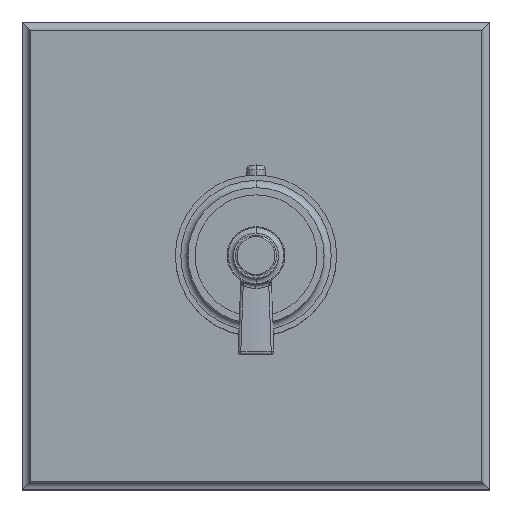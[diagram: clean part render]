
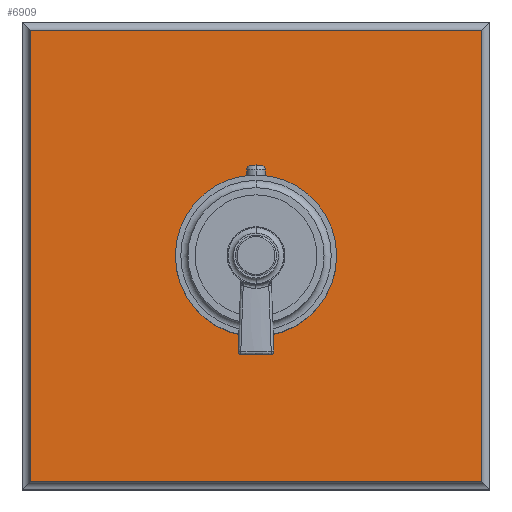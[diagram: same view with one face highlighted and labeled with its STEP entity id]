
A CAD part, top view. The second image highlights one B-rep face of the part: STEP entity #6909.
In plain terms, the highlighted planar face has unit normal (0, 0, 1).
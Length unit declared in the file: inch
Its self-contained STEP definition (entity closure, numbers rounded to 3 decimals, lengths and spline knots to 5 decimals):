
#2=DIRECTION('',(0.,-1.,0.));
#3=VECTOR('',#2,6.27);
#4=CARTESIAN_POINT('',(-3.135,3.135,0.313));
#5=LINE('',#4,#3);
#6=CARTESIAN_POINT('',(0.,0.,0.313));
#7=DIRECTION('',(0.,0.,-1.));
#8=DIRECTION('',(-1.,0.,0.));
#9=AXIS2_PLACEMENT_3D('',#6,#7,#8);
#11=CARTESIAN_POINT('',(0.,0.,0.313));
#12=DIRECTION('',(0.,0.,-1.));
#13=DIRECTION('',(1.,0.,0.));
#14=AXIS2_PLACEMENT_3D('',#11,#12,#13);
#16=DIRECTION('',(-1.,0.,0.));
#17=VECTOR('',#16,6.27);
#18=CARTESIAN_POINT('',(3.135,3.135,0.313));
#19=LINE('',#18,#17);
#98=DIRECTION('',(1.,0.,0.));
#99=VECTOR('',#98,6.27);
#100=CARTESIAN_POINT('',(-3.135,-3.135,0.313));
#101=LINE('',#100,#99);
#123=DIRECTION('',(0.,1.,0.));
#124=VECTOR('',#123,6.27);
#125=CARTESIAN_POINT('',(3.135,-3.135,0.313));
#126=LINE('',#125,#124);
#5810=CARTESIAN_POINT('',(-3.135,3.135,0.313));
#5811=CARTESIAN_POINT('',(-3.135,-3.135,0.313));
#5812=VERTEX_POINT('',#5810);
#5813=VERTEX_POINT('',#5811);
#5818=CARTESIAN_POINT('',(3.135,-3.135,0.313));
#5819=VERTEX_POINT('',#5818);
#5822=CARTESIAN_POINT('',(3.135,3.135,0.313));
#5823=VERTEX_POINT('',#5822);
#5830=CARTESIAN_POINT('',(-1.12,0.,0.313));
#5831=CARTESIAN_POINT('',(1.12,0.,0.313));
#5832=VERTEX_POINT('',#5830);
#5833=VERTEX_POINT('',#5831);
#6889=CARTESIAN_POINT('',(0.,0.,0.313));
#6890=DIRECTION('',(0.,0.,1.));
#6891=DIRECTION('',(1.,0.,0.));
#6892=AXIS2_PLACEMENT_3D('',#6889,#6890,#6891);
#6893=PLANE('',#6892);
#6894=ORIENTED_EDGE('',*,*,#6878,.F.);
#6896=ORIENTED_EDGE('',*,*,#6895,.F.);
#6898=ORIENTED_EDGE('',*,*,#6897,.F.);
#6900=ORIENTED_EDGE('',*,*,#6899,.F.);
#6901=EDGE_LOOP('',(#6894,#6896,#6898,#6900));
#6902=FACE_OUTER_BOUND('',#6901,.F.);
#6904=ORIENTED_EDGE('',*,*,#6903,.F.);
#6906=ORIENTED_EDGE('',*,*,#6905,.F.);
#6907=EDGE_LOOP('',(#6904,#6906));
#6908=FACE_BOUND('',#6907,.F.);
#6909=ADVANCED_FACE('',(#6902,#6908),#6893,.T.);
#10=CIRCLE('',#9,1.12);
#15=CIRCLE('',#14,1.12);
#6878=EDGE_CURVE('',#5812,#5813,#5,.T.);
#6895=EDGE_CURVE('',#5823,#5812,#19,.T.);
#6897=EDGE_CURVE('',#5819,#5823,#126,.T.);
#6899=EDGE_CURVE('',#5813,#5819,#101,.T.);
#6903=EDGE_CURVE('',#5832,#5833,#10,.T.);
#6905=EDGE_CURVE('',#5833,#5832,#15,.T.);
